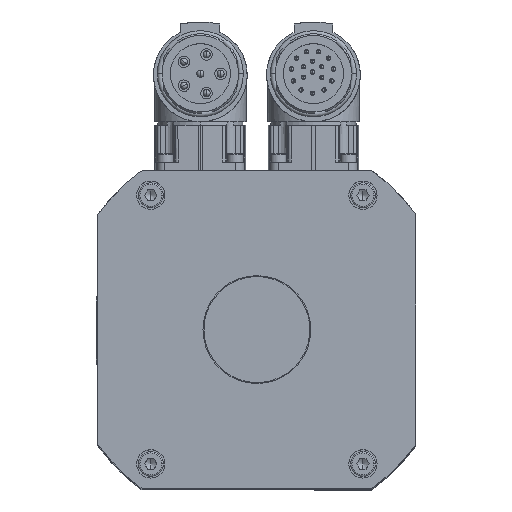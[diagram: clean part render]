
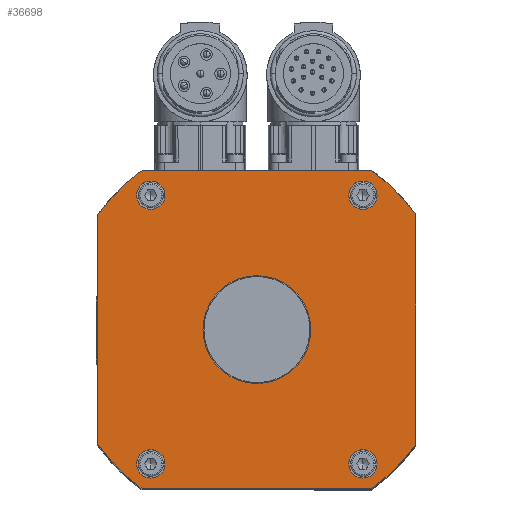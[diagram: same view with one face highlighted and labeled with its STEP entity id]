
A CAD part, top view. The second image highlights one B-rep face of the part: STEP entity #36698.
In plain terms, the highlighted face is planar.
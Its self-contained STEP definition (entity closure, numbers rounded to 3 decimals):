
#7723=CARTESIAN_POINT('',(0.,-15.25,206.));
#7724=VERTEX_POINT('',#7723);
#7740=CARTESIAN_POINT('',(0.,15.25,206.));
#7741=VERTEX_POINT('',#7740);
#7748=CARTESIAN_POINT('',(0.,0.,206.));
#7749=DIRECTION('',(0.0,0.0,-1.0));
#7750=DIRECTION('',(0.0,-1.0,0.0));
#7751=AXIS2_PLACEMENT_3D('',#7748,#7749,#7750);
#7752=CIRCLE('',#7751,15.25);
#7753=EDGE_CURVE('',#7724,#7741,#7752,.T.);
#7786=CARTESIAN_POINT('',(-30.,-42.,206.));
#7787=VERTEX_POINT('',#7786);
#7803=CARTESIAN_POINT('',(-30.,-34.,206.));
#7804=VERTEX_POINT('',#7803);
#7811=CARTESIAN_POINT('',(-30.,-38.,206.));
#7812=DIRECTION('',(0.0,0.0,-1.0));
#7813=DIRECTION('',(0.0,-1.0,0.0));
#7814=AXIS2_PLACEMENT_3D('',#7811,#7812,#7813);
#7815=CIRCLE('',#7814,4.0);
#7816=EDGE_CURVE('',#7787,#7804,#7815,.T.);
#7849=CARTESIAN_POINT('',(-30.,34.,206.));
#7850=VERTEX_POINT('',#7849);
#7866=CARTESIAN_POINT('',(-30.,42.,206.));
#7867=VERTEX_POINT('',#7866);
#7874=CARTESIAN_POINT('',(-30.,38.,206.));
#7875=DIRECTION('',(0.0,0.0,-1.0));
#7876=DIRECTION('',(0.0,-1.0,0.0));
#7877=AXIS2_PLACEMENT_3D('',#7874,#7875,#7876);
#7878=CIRCLE('',#7877,4.0);
#7879=EDGE_CURVE('',#7850,#7867,#7878,.T.);
#7912=CARTESIAN_POINT('',(30.,34.,206.));
#7913=VERTEX_POINT('',#7912);
#7929=CARTESIAN_POINT('',(30.,42.,206.));
#7930=VERTEX_POINT('',#7929);
#7937=CARTESIAN_POINT('',(30.,38.,206.));
#7938=DIRECTION('',(0.0,0.0,-1.0));
#7939=DIRECTION('',(0.0,-1.0,0.0));
#7940=AXIS2_PLACEMENT_3D('',#7937,#7938,#7939);
#7941=CIRCLE('',#7940,4.0);
#7942=EDGE_CURVE('',#7913,#7930,#7941,.T.);
#7975=CARTESIAN_POINT('',(30.,-42.,206.));
#7976=VERTEX_POINT('',#7975);
#7992=CARTESIAN_POINT('',(30.,-34.,206.));
#7993=VERTEX_POINT('',#7992);
#8000=CARTESIAN_POINT('',(30.,-38.,206.));
#8001=DIRECTION('',(0.0,0.0,-1.0));
#8002=DIRECTION('',(0.0,-1.0,0.0));
#8003=AXIS2_PLACEMENT_3D('',#8000,#8001,#8002);
#8004=CIRCLE('',#8003,4.0);
#8005=EDGE_CURVE('',#7976,#7993,#8004,.T.);
#35938=CARTESIAN_POINT('',(30.,-38.,206.));
#35939=DIRECTION('',(0.0,0.0,-1.0));
#35940=DIRECTION('',(0.0,-1.0,0.0));
#35941=AXIS2_PLACEMENT_3D('',#35938,#35939,#35940);
#35942=CIRCLE('',#35941,4.0);
#35943=EDGE_CURVE('',#7993,#7976,#35942,.T.);
#36003=CARTESIAN_POINT('',(30.,38.,206.));
#36004=DIRECTION('',(0.0,0.0,-1.0));
#36005=DIRECTION('',(0.0,-1.0,0.0));
#36006=AXIS2_PLACEMENT_3D('',#36003,#36004,#36005);
#36007=CIRCLE('',#36006,4.0);
#36008=EDGE_CURVE('',#7930,#7913,#36007,.T.);
#36062=CARTESIAN_POINT('',(-30.,38.,206.));
#36063=DIRECTION('',(0.0,0.0,-1.0));
#36064=DIRECTION('',(0.0,-1.0,0.0));
#36065=AXIS2_PLACEMENT_3D('',#36062,#36063,#36064);
#36066=CIRCLE('',#36065,4.0);
#36067=EDGE_CURVE('',#7867,#7850,#36066,.T.);
#36127=CARTESIAN_POINT('',(-30.,-38.,206.));
#36128=DIRECTION('',(0.0,0.0,-1.0));
#36129=DIRECTION('',(0.0,-1.0,0.0));
#36130=AXIS2_PLACEMENT_3D('',#36127,#36128,#36129);
#36131=CIRCLE('',#36130,4.0);
#36132=EDGE_CURVE('',#7804,#7787,#36131,.T.);
#36166=CARTESIAN_POINT('',(0.,0.,206.));
#36167=DIRECTION('',(0.0,0.0,-1.0));
#36168=DIRECTION('',(0.0,-1.0,0.0));
#36169=AXIS2_PLACEMENT_3D('',#36166,#36167,#36168);
#36170=CIRCLE('',#36169,15.25);
#36171=EDGE_CURVE('',#7741,#7724,#36170,.T.);
#36260=CARTESIAN_POINT('',(-32.485,-45.,206.));
#36261=VERTEX_POINT('',#36260);
#36262=CARTESIAN_POINT('',(-45.,-32.485,206.));
#36263=VERTEX_POINT('',#36262);
#36264=CARTESIAN_POINT('',(0.,0.,206.));
#36265=DIRECTION('',(0.,0.,-1.0));
#36266=DIRECTION('',(-0.811,-0.585,0.));
#36267=AXIS2_PLACEMENT_3D('',#36264,#36265,#36266);
#36268=CIRCLE('',#36267,55.5);
#36269=EDGE_CURVE('',#36261,#36263,#36268,.T.);
#36326=CARTESIAN_POINT('',(-45.,32.485,206.));
#36327=VERTEX_POINT('',#36326);
#36328=CARTESIAN_POINT('',(-45.,-32.485,206.));
#36329=DIRECTION('',(0.0,1.0,0.0));
#36330=VECTOR('',#36329,64.969);
#36331=LINE('',#36328,#36330);
#36332=EDGE_CURVE('',#36263,#36327,#36331,.T.);
#36385=CARTESIAN_POINT('',(-32.485,45.,206.));
#36386=VERTEX_POINT('',#36385);
#36387=CARTESIAN_POINT('',(0.,0.,206.));
#36388=DIRECTION('',(0.,0.,-1.));
#36389=DIRECTION('',(-0.585,0.811,0.));
#36390=AXIS2_PLACEMENT_3D('',#36387,#36388,#36389);
#36391=CIRCLE('',#36390,55.5);
#36392=EDGE_CURVE('',#36327,#36386,#36391,.T.);
#36442=CARTESIAN_POINT('',(32.485,45.,206.));
#36443=VERTEX_POINT('',#36442);
#36444=CARTESIAN_POINT('',(-32.485,45.,206.));
#36445=DIRECTION('',(1.0,0.0,0.0));
#36446=VECTOR('',#36445,64.969);
#36447=LINE('',#36444,#36446);
#36448=EDGE_CURVE('',#36386,#36443,#36447,.T.);
#36473=CARTESIAN_POINT('',(45.,32.485,206.));
#36474=VERTEX_POINT('',#36473);
#36475=CARTESIAN_POINT('',(0.,0.,206.));
#36476=DIRECTION('',(0.,0.,-1.0));
#36477=DIRECTION('',(0.811,0.585,0.));
#36478=AXIS2_PLACEMENT_3D('',#36475,#36476,#36477);
#36479=CIRCLE('',#36478,55.5);
#36480=EDGE_CURVE('',#36443,#36474,#36479,.T.);
#36530=CARTESIAN_POINT('',(45.,-32.485,206.));
#36531=VERTEX_POINT('',#36530);
#36532=CARTESIAN_POINT('',(45.,32.485,206.));
#36533=DIRECTION('',(0.0,-1.0,0.0));
#36534=VECTOR('',#36533,64.969);
#36535=LINE('',#36532,#36534);
#36536=EDGE_CURVE('',#36474,#36531,#36535,.T.);
#36589=CARTESIAN_POINT('',(32.485,-45.,206.));
#36590=VERTEX_POINT('',#36589);
#36591=CARTESIAN_POINT('',(0.,0.,206.));
#36592=DIRECTION('',(0.,0.,-1.0));
#36593=DIRECTION('',(0.585,-0.811,0.));
#36594=AXIS2_PLACEMENT_3D('',#36591,#36592,#36593);
#36595=CIRCLE('',#36594,55.5);
#36596=EDGE_CURVE('',#36531,#36590,#36595,.T.);
#36646=CARTESIAN_POINT('',(32.485,-45.,206.));
#36647=DIRECTION('',(-1.0,0.0,0.0));
#36648=VECTOR('',#36647,64.969);
#36649=LINE('',#36646,#36648);
#36650=EDGE_CURVE('',#36590,#36261,#36649,.T.);
#36663=CARTESIAN_POINT('',(0.,0.,206.));
#36664=DIRECTION('',(0.0,0.0,-1.0));
#36665=DIRECTION('',(1.0,0.0,0.0));
#36666=AXIS2_PLACEMENT_3D('',#36663,#36664,#36665);
#36667=PLANE('',#36666);
#36668=ORIENTED_EDGE('',*,*,#36269,.F.);
#36669=ORIENTED_EDGE('',*,*,#36650,.F.);
#36670=ORIENTED_EDGE('',*,*,#36596,.F.);
#36671=ORIENTED_EDGE('',*,*,#36536,.F.);
#36672=ORIENTED_EDGE('',*,*,#36480,.F.);
#36673=ORIENTED_EDGE('',*,*,#36448,.F.);
#36674=ORIENTED_EDGE('',*,*,#36392,.F.);
#36675=ORIENTED_EDGE('',*,*,#36332,.F.);
#36676=EDGE_LOOP('',(#36668,#36669,#36670,#36671,#36672,#36673,#36674,#36675));
#36677=FACE_OUTER_BOUND('',#36676,.T.);
#36678=ORIENTED_EDGE('',*,*,#8005,.T.);
#36679=ORIENTED_EDGE('',*,*,#35943,.T.);
#36680=EDGE_LOOP('',(#36678,#36679));
#36681=FACE_BOUND('',#36680,.T.);
#36682=ORIENTED_EDGE('',*,*,#7942,.T.);
#36683=ORIENTED_EDGE('',*,*,#36008,.T.);
#36684=EDGE_LOOP('',(#36682,#36683));
#36685=FACE_BOUND('',#36684,.T.);
#36686=ORIENTED_EDGE('',*,*,#7879,.T.);
#36687=ORIENTED_EDGE('',*,*,#36067,.T.);
#36688=EDGE_LOOP('',(#36686,#36687));
#36689=FACE_BOUND('',#36688,.T.);
#36690=ORIENTED_EDGE('',*,*,#7816,.T.);
#36691=ORIENTED_EDGE('',*,*,#36132,.T.);
#36692=EDGE_LOOP('',(#36690,#36691));
#36693=FACE_BOUND('',#36692,.T.);
#36694=ORIENTED_EDGE('',*,*,#7753,.T.);
#36695=ORIENTED_EDGE('',*,*,#36171,.T.);
#36696=EDGE_LOOP('',(#36694,#36695));
#36697=FACE_BOUND('',#36696,.T.);
#36698=ADVANCED_FACE('',(#36677,#36681,#36685,#36689,#36693,#36697),#36667,.F.);
